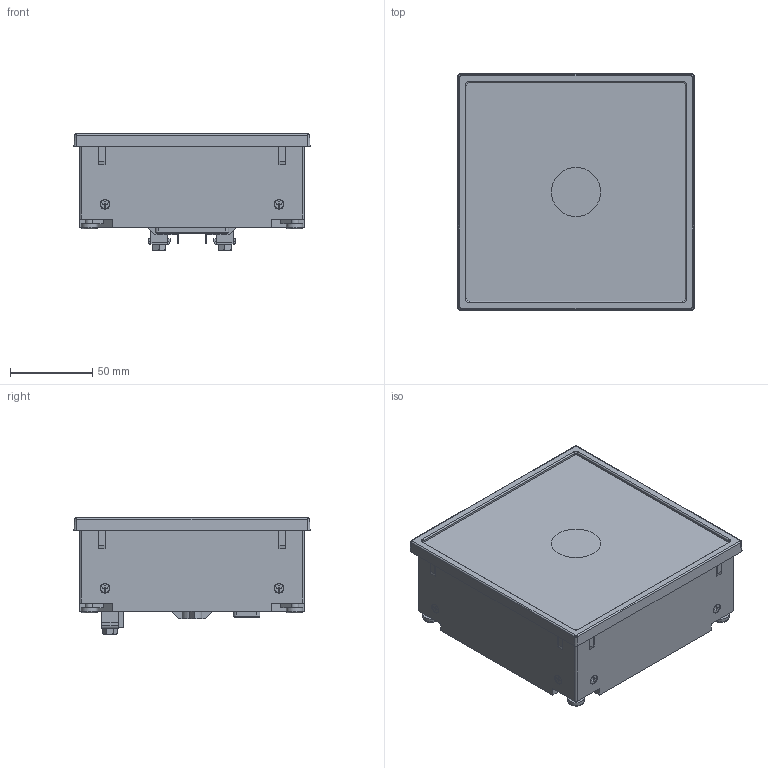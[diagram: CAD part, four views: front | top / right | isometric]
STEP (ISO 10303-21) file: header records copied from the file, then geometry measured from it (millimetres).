
FILE_DESCRIPTION((''),'2;1');
FILE_NAME('D3v144S-B.stp','2011-02-15T09:25:50',('oey'),(''),'Autodesk Inventor 2011','Autodesk Inventor 2011','');
FILE_SCHEMA(('AUTOMOTIVE_DESIGN { 1 0 10303 214 1 1 1 1 }'));
Length unit declared in the file: millimetre
Products named in the file (1): D3v144S-B
Bounding box: 144 x 144 x 71 mm (x, y, z)
Volume: 425889.4 mm3; surface area: 146954.7 mm2
Topology: 1 solids, 30 shells, 1082 faces, 2749 edges, 1780 vertices
Faces by surface type: plane 688, cylinder 178, cone 152, torus 58, bspline 4, sphere 2
Full cylindrical faces by diameter (mm): 0.457 x1, 1.7 x2, 2 x8, 2.2 x2, 2.3 x2, 2.5 x4, 3 x8, 4.134 x2, 4.5 x2, 5 x6, 5.2 x2, 5.5 x13, 6.5 x2, 10 x4, 30 x1
Entity records: 33537 total; most frequent: CARTESIAN_POINT 7425, ORIENTED_EDGE 5164, DIRECTION 5046, EDGE_CURVE 2582, AXIS2_PLACEMENT_3D 1729, VERTEX_POINT 1720, VECTOR 1588, LINE 1588
